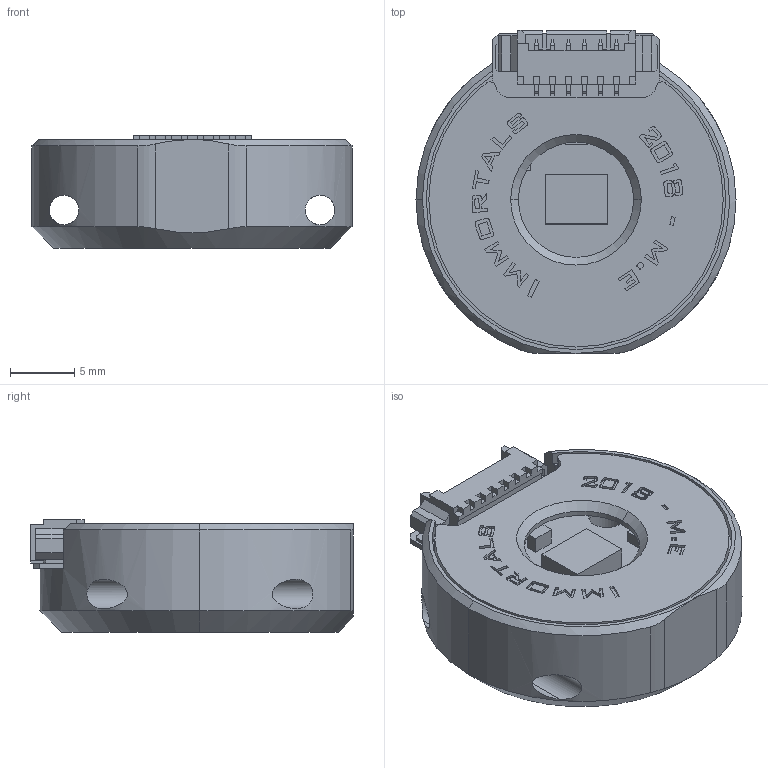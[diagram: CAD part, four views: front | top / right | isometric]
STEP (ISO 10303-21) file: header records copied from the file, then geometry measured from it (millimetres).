
FILE_DESCRIPTION (( 'STEP AP203' ), '1' );
FILE_NAME ('Immortals magnetic encoder 2018.STEP', '2018-06-11T02:31:00', ( '' ), ( '' ), 'SwSTEP 2.0', 'SolidWorks 2016', '' );
FILE_SCHEMA (( 'CONFIG_CONTROL_DESIGN' ));
Length unit declared in the file: millimetre
Products named in the file (4): Immortals magnetic encoder 2018; Magnetic_Encoder_V2; magnetic encoder front cover; magnetic encoder cover
Assembly tree (3 placements, depth 2):
  Immortals magnetic encoder 2018
    magnetic encoder cover
    magnetic encoder front cover
    Magnetic_Encoder_V2
Bounding box: 25 x 25.23 x 8.81 mm (x, y, z)
Volume: 3033.9 mm3; surface area: 4052.4 mm2
Topology: 13 solids, 13 shells, 710 faces, 1911 edges, 1258 vertices
Faces by surface type: plane 559, cylinder 87, bspline 57, cone 7
Entity records: 24719 total; most frequent: CARTESIAN_POINT 6727, ORIENTED_EDGE 3822, DIRECTION 3267, EDGE_CURVE 1911, LINE 1607, VECTOR 1607, VERTEX_POINT 1258, AXIS2_PLACEMENT_3D 830
